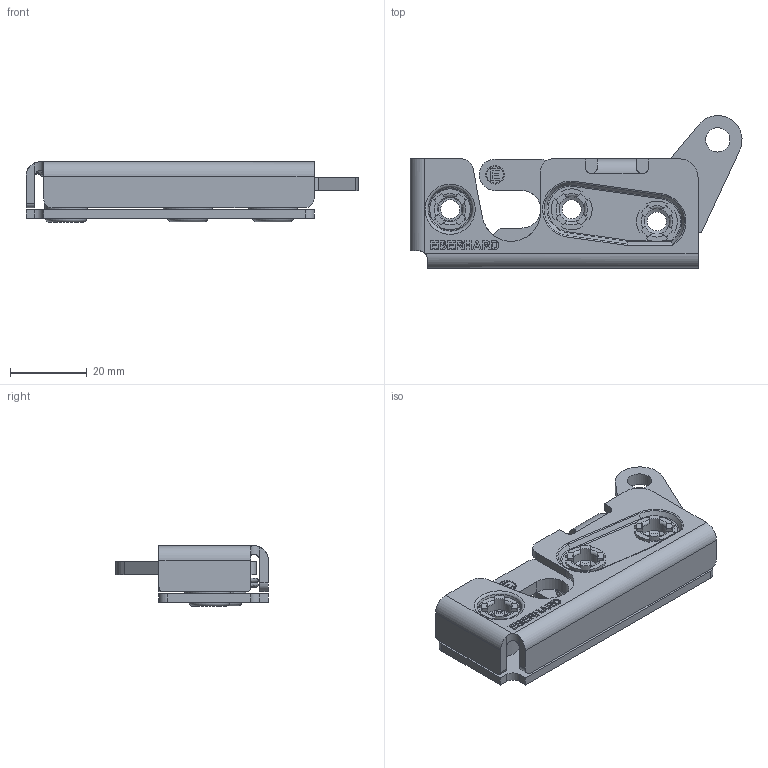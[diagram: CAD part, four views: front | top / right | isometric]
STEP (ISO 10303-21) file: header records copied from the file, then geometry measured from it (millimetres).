
FILE_DESCRIPTION((''),'2;1');
FILE_NAME('8-247-BR.stp','2013-11-21T14:41:01',('fredp'),(''),'Autodesk Inventor 2013','Autodesk Inventor 2013','');
FILE_SCHEMA(('AUTOMOTIVE_DESIGN { 1 0 10303 214 1 1 1 1 }'));
Length unit declared in the file: inch
Products named in the file (1): 8-247-BR
Bounding box: 86.66 x 39.88 x 15.84 mm (x, y, z)
Volume: 15939.7 mm3; surface area: 16881.2 mm2
Topology: 1 solids, 1 shells, 580 faces, 1661 edges, 1075 vertices
Faces by surface type: plane 343, cylinder 126, bspline 43, torus 38, cone 23, revolution 7
Full cylindrical faces by diameter (mm): 1.118 x5, 4.318 x2, 4.826 x2, 4.978 x3, 6.35 x1, 6.629 x6, 8.42 x2, 8.484 x4, 11.113 x3, 11.367 x2, 12.7 x2
Entity records: 21730 total; most frequent: CARTESIAN_POINT 6363, ORIENTED_EDGE 3176, DIRECTION 2864, EDGE_CURVE 1588, VERTEX_POINT 1057, VECTOR 961, LINE 961, AXIS2_PLACEMENT_3D 948
